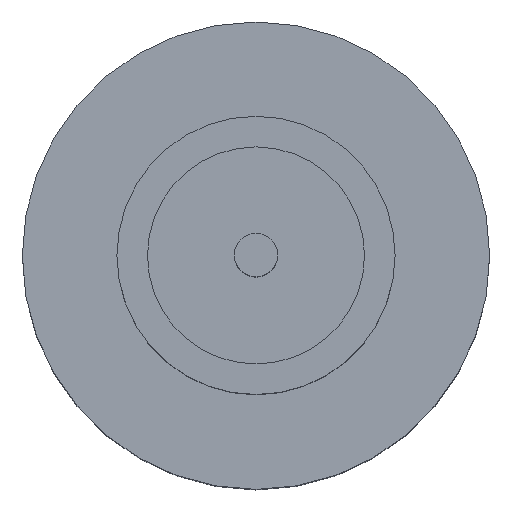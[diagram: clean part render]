
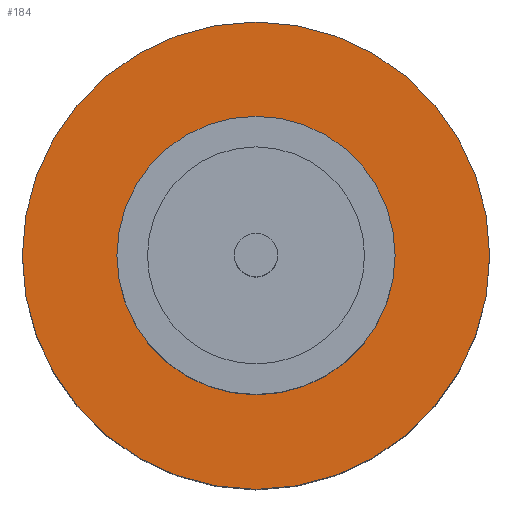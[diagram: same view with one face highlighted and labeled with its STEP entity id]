
A CAD part, top view. The second image highlights one B-rep face of the part: STEP entity #184.
In plain terms, the highlighted planar face has unit normal (0, 0, 1).
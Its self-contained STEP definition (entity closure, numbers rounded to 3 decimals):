
#35 = AXIS2_PLACEMENT_3D ( 'NONE', #166, #833, #619 ) ;
#47 = AXIS2_PLACEMENT_3D ( 'NONE', #729, #649, #198 ) ;
#48 = EDGE_LOOP ( 'NONE', ( #811, #632 ) ) ;
#61 = CIRCLE ( 'NONE', #35, 1.25 ) ;
#130 = VERTEX_POINT ( 'NONE', #306 ) ;
#141 = CARTESIAN_POINT ( 'NONE',  ( 0., 0., 1.55 ) ) ;
#154 = CARTESIAN_POINT ( 'NONE',  ( 1.25, 0., 1.55 ) ) ;
#158 = VERTEX_POINT ( 'NONE', #828 ) ;
#166 = CARTESIAN_POINT ( 'NONE',  ( 0., 0., 1.55 ) ) ;
#184 = ADVANCED_FACE ( 'NONE', ( #565, #538 ), #939, .T. ) ;
#198 = DIRECTION ( 'NONE',  ( 1., 0., 0. ) ) ;
#288 = CARTESIAN_POINT ( 'NONE',  ( 0., 0., 1.55 ) ) ;
#293 = DIRECTION ( 'NONE',  ( 0., 0., 1. ) ) ;
#296 = DIRECTION ( 'NONE',  ( 0., 0., 1. ) ) ;
#306 = CARTESIAN_POINT ( 'NONE',  ( -2.1, 0., 1.55 ) ) ;
#314 = VERTEX_POINT ( 'NONE', #624 ) ;
#391 = CARTESIAN_POINT ( 'NONE',  ( 0., 0., 1.55 ) ) ;
#405 = DIRECTION ( 'NONE',  ( 0., 0., 1. ) ) ;
#419 = VERTEX_POINT ( 'NONE', #154 ) ;
#449 = CIRCLE ( 'NONE', #799, 2.1 ) ;
#451 = EDGE_CURVE ( 'NONE', #158, #130, #935, .T. ) ;
#477 = DIRECTION ( 'NONE',  ( 1., 0., 0. ) ) ;
#517 = EDGE_CURVE ( 'NONE', #314, #419, #928, .T. ) ;
#538 = FACE_OUTER_BOUND ( 'NONE', #48, .T. ) ;
#543 = AXIS2_PLACEMENT_3D ( 'NONE', #391, #296, #898 ) ;
#565 = FACE_BOUND ( 'NONE', #568, .T. ) ;
#568 = EDGE_LOOP ( 'NONE', ( #645, #752 ) ) ;
#619 = DIRECTION ( 'NONE',  ( 1., 0., 0. ) ) ;
#624 = CARTESIAN_POINT ( 'NONE',  ( -1.25, 0., 1.55 ) ) ;
#632 = ORIENTED_EDGE ( 'NONE', *, *, #451, .T. ) ;
#645 = ORIENTED_EDGE ( 'NONE', *, *, #885, .F. ) ;
#649 = DIRECTION ( 'NONE',  ( 0., 0., 1. ) ) ;
#729 = CARTESIAN_POINT ( 'NONE',  ( 0., 0., 1.55 ) ) ;
#733 = DIRECTION ( 'NONE',  ( 1., 0., 0. ) ) ;
#752 = ORIENTED_EDGE ( 'NONE', *, *, #517, .F. ) ;
#753 = AXIS2_PLACEMENT_3D ( 'NONE', #288, #405, #477 ) ;
#799 = AXIS2_PLACEMENT_3D ( 'NONE', #141, #293, #733 ) ;
#811 = ORIENTED_EDGE ( 'NONE', *, *, #856, .T. ) ;
#828 = CARTESIAN_POINT ( 'NONE',  ( 2.1, 0., 1.55 ) ) ;
#833 = DIRECTION ( 'NONE',  ( 0., 0., 1. ) ) ;
#856 = EDGE_CURVE ( 'NONE', #130, #158, #449, .T. ) ;
#885 = EDGE_CURVE ( 'NONE', #419, #314, #61, .T. ) ;
#898 = DIRECTION ( 'NONE',  ( 1., 0., 0. ) ) ;
#928 = CIRCLE ( 'NONE', #753, 1.25 ) ;
#935 = CIRCLE ( 'NONE', #543, 2.1 ) ;
#939 = PLANE ( 'NONE',  #47 ) ;
